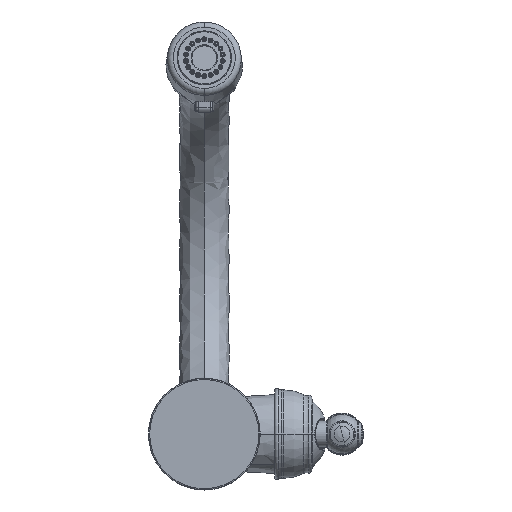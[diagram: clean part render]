
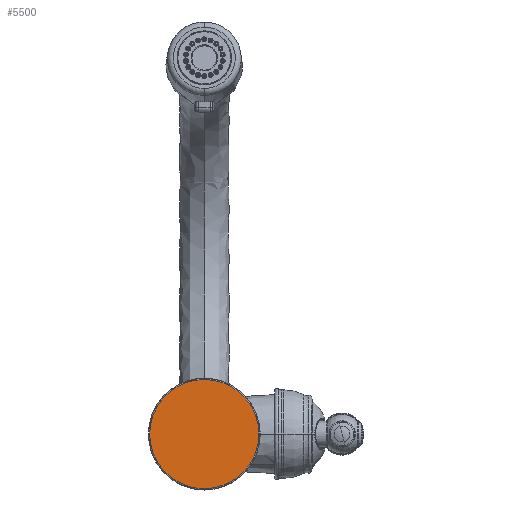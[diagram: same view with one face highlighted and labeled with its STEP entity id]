
A CAD part, front view. The second image highlights one B-rep face of the part: STEP entity #5500.
In plain terms, the highlighted planar face has unit normal (0, -1, 0).
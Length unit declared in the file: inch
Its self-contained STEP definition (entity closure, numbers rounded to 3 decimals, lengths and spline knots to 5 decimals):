
#12=CARTESIAN_POINT('',(0.,0.,0.));
#13=DIRECTION('',(0.,1.,0.));
#14=DIRECTION('',(0.,0.,1.));
#15=AXIS2_PLACEMENT_3D('',#12,#13,#14);
#22=CARTESIAN_POINT('',(0.,0.,0.));
#23=DIRECTION('',(0.,1.,0.));
#24=DIRECTION('',(0.,0.,-1.));
#25=AXIS2_PLACEMENT_3D('',#22,#23,#24);
#4629=CARTESIAN_POINT('',(0.,0.,-1.24537));
#4630=CARTESIAN_POINT('',(0.,0.,1.24537));
#4631=VERTEX_POINT('',#4629);
#4632=VERTEX_POINT('',#4630);
#5490=CARTESIAN_POINT('',(0.,0.,0.));
#5491=DIRECTION('',(0.,-1.,0.));
#5492=DIRECTION('',(0.,0.,1.));
#5493=AXIS2_PLACEMENT_3D('',#5490,#5491,#5492);
#5494=PLANE('',#5493);
#5496=ORIENTED_EDGE('',*,*,#5495,.T.);
#5497=ORIENTED_EDGE('',*,*,#5480,.T.);
#5498=EDGE_LOOP('',(#5496,#5497));
#5499=FACE_OUTER_BOUND('',#5498,.F.);
#5500=ADVANCED_FACE('',(#5499),#5494,.T.);
#16=CIRCLE('',#15,1.24537);
#26=CIRCLE('',#25,1.24537);
#5480=EDGE_CURVE('',#4632,#4631,#16,.T.);
#5495=EDGE_CURVE('',#4631,#4632,#26,.T.);
